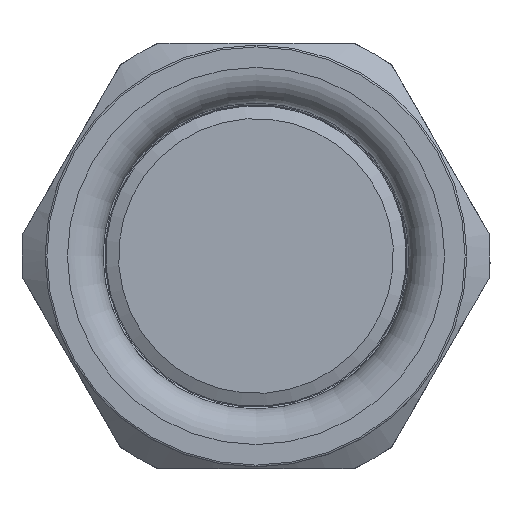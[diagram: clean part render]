
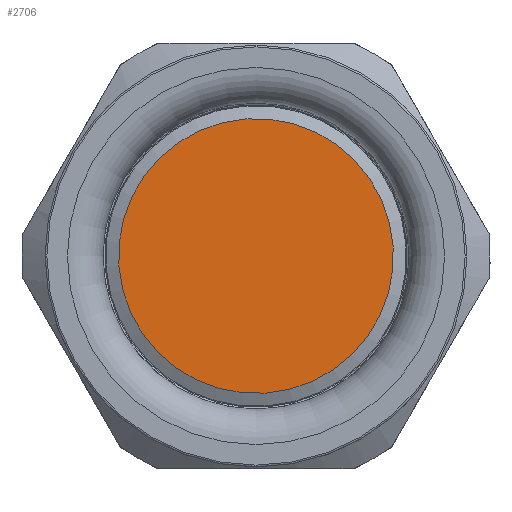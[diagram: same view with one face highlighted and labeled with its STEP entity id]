
A CAD part, left-side view. The second image highlights one B-rep face of the part: STEP entity #2706.
In plain terms, the highlighted face is planar.
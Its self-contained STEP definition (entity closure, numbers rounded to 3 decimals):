
#679=FACE_OUTER_BOUND('',#990,.T.);
#990=EDGE_LOOP('',(#2435));
#1165=CIRCLE('',#3141,15.49);
#1447=VERTEX_POINT('',#13442);
#1775=EDGE_CURVE('',#1447,#1447,#1165,.T.);
#2435=ORIENTED_EDGE('',*,*,#1775,.T.);
#2506=PLANE('',#3142);
#2706=ADVANCED_FACE('',(#679),#2506,.T.);
#3141=AXIS2_PLACEMENT_3D('',#13443,#3931,#3932);
#3142=AXIS2_PLACEMENT_3D('',#13444,#3933,#3934);
#3931=DIRECTION('center_axis',(1.,0.,0.));
#3932=DIRECTION('ref_axis',(0.,0.,-1.));
#3933=DIRECTION('center_axis',(1.,0.,0.));
#3934=DIRECTION('ref_axis',(0.,0.,-1.));
#13442=CARTESIAN_POINT('',(0.68,15.49,0.));
#13443=CARTESIAN_POINT('Origin',(0.68,0.,0.));
#13444=CARTESIAN_POINT('Origin',(0.68,0.,0.));
